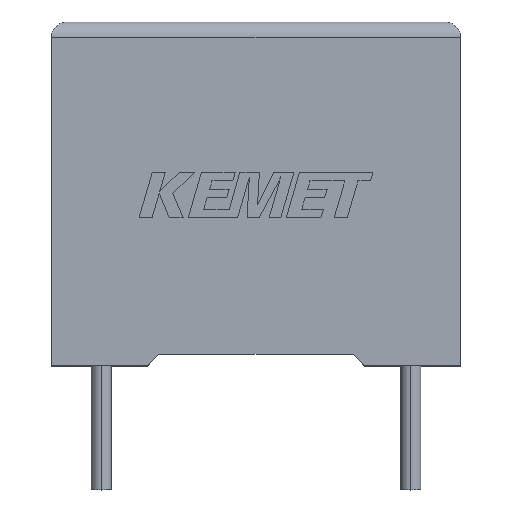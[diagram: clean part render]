
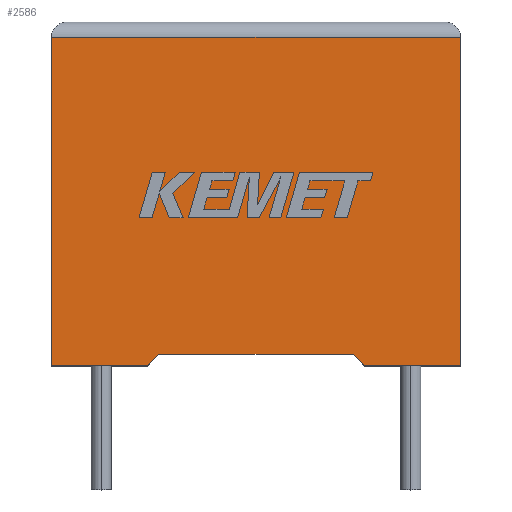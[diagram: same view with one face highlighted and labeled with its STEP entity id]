
A CAD part, top view. The second image highlights one B-rep face of the part: STEP entity #2586.
In plain terms, the highlighted planar face has unit normal (0, 0, 1).
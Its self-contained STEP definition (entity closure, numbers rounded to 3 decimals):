
#48 = VECTOR ( 'NONE', #2703, 1000. ) ;
#51 = EDGE_CURVE ( 'NONE', #1708, #1094, #1561, .T. ) ;
#127 = CARTESIAN_POINT ( 'NONE',  ( 0., 0., 5.2 ) ) ;
#161 = VERTEX_POINT ( 'NONE', #1858 ) ;
#172 = DIRECTION ( 'NONE',  ( -1., 0., 0. ) ) ;
#174 = ORIENTED_EDGE ( 'NONE', *, *, #2401, .T. ) ;
#269 = CARTESIAN_POINT ( 'NONE',  ( 0., 0., 5.2 ) ) ;
#285 = VECTOR ( 'NONE', #2894, 1000. ) ;
#325 = ORIENTED_EDGE ( 'NONE', *, *, #1813, .T. ) ;
#477 = CARTESIAN_POINT ( 'NONE',  ( 0., 0., 5.2 ) ) ;
#560 = CARTESIAN_POINT ( 'NONE',  ( 0., 0., 5.2 ) ) ;
#562 = FACE_OUTER_BOUND ( 'NONE', #1822, .T. ) ;
#630 = DIRECTION ( 'NONE',  ( -0.692, -0.722, 0. ) ) ;
#664 = CARTESIAN_POINT ( 'NONE',  ( 0., 10.6, 5.2 ) ) ;
#715 = CARTESIAN_POINT ( 'NONE',  ( 3.1, 0., 5.2 ) ) ;
#829 = AXIS2_PLACEMENT_3D ( 'NONE', #127, #1507, #1058 ) ;
#859 = DIRECTION ( 'NONE',  ( 0., -1., 0. ) ) ;
#880 = LINE ( 'NONE', #715, #977 ) ;
#935 = DIRECTION ( 'NONE',  ( -1., 0., 0. ) ) ;
#938 = DIRECTION ( 'NONE',  ( 0.692, -0.722, 0. ) ) ;
#956 = CARTESIAN_POINT ( 'NONE',  ( 10.1, 0., 5.2 ) ) ;
#964 = VERTEX_POINT ( 'NONE', #2281 ) ;
#977 = VECTOR ( 'NONE', #630, 1000. ) ;
#997 = VERTEX_POINT ( 'NONE', #2489 ) ;
#1006 = LINE ( 'NONE', #1972, #285 ) ;
#1058 = DIRECTION ( 'NONE',  ( -1., 0., 0. ) ) ;
#1094 = VERTEX_POINT ( 'NONE', #477 ) ;
#1122 = ORIENTED_EDGE ( 'NONE', *, *, #1673, .F. ) ;
#1148 = CARTESIAN_POINT ( 'NONE',  ( 10.1, 0., 5.2 ) ) ;
#1203 = VERTEX_POINT ( 'NONE', #956 ) ;
#1387 = VECTOR ( 'NONE', #172, 1000. ) ;
#1450 = ORIENTED_EDGE ( 'NONE', *, *, #1478, .T. ) ;
#1478 = EDGE_CURVE ( 'NONE', #1094, #1719, #2402, .T. ) ;
#1507 = DIRECTION ( 'NONE',  ( 0., 0., -1. ) ) ;
#1561 = LINE ( 'NONE', #1575, #2106 ) ;
#1575 = CARTESIAN_POINT ( 'NONE',  ( 0., 0., 5.2 ) ) ;
#1586 = ORIENTED_EDGE ( 'NONE', *, *, #51, .T. ) ;
#1673 = EDGE_CURVE ( 'NONE', #964, #1719, #880, .T. ) ;
#1708 = VERTEX_POINT ( 'NONE', #2060 ) ;
#1719 = VERTEX_POINT ( 'NONE', #2556 ) ;
#1742 = VECTOR ( 'NONE', #2879, 1000. ) ;
#1754 = PLANE ( 'NONE',  #829 ) ;
#1790 = LINE ( 'NONE', #1848, #1387 ) ;
#1813 = EDGE_CURVE ( 'NONE', #1203, #997, #2437, .T. ) ;
#1822 = EDGE_LOOP ( 'NONE', ( #2785, #2966, #1586, #1450, #1122, #2054, #174, #325 ) ) ;
#1848 = CARTESIAN_POINT ( 'NONE',  ( 6.6, 0.383, 5.2 ) ) ;
#1858 = CARTESIAN_POINT ( 'NONE',  ( 9.733, 0.383, 5.2 ) ) ;
#1895 = LINE ( 'NONE', #664, #2515 ) ;
#1908 = CARTESIAN_POINT ( 'NONE',  ( 13.2, 10.6, 5.2 ) ) ;
#1972 = CARTESIAN_POINT ( 'NONE',  ( 13.2, 0., 5.2 ) ) ;
#1994 = EDGE_CURVE ( 'NONE', #161, #964, #1790, .T. ) ;
#2054 = ORIENTED_EDGE ( 'NONE', *, *, #1994, .F. ) ;
#2060 = CARTESIAN_POINT ( 'NONE',  ( 0., 10.6, 5.2 ) ) ;
#2106 = VECTOR ( 'NONE', #859, 1000. ) ;
#2109 = EDGE_CURVE ( 'NONE', #2119, #1708, #1895, .T. ) ;
#2119 = VERTEX_POINT ( 'NONE', #1908 ) ;
#2281 = CARTESIAN_POINT ( 'NONE',  ( 3.467, 0.383, 5.2 ) ) ;
#2308 = EDGE_CURVE ( 'NONE', #997, #2119, #1006, .T. ) ;
#2401 = EDGE_CURVE ( 'NONE', #161, #1203, #3058, .T. ) ;
#2402 = LINE ( 'NONE', #269, #1742 ) ;
#2437 = LINE ( 'NONE', #560, #48 ) ;
#2489 = CARTESIAN_POINT ( 'NONE',  ( 13.2, 0., 5.2 ) ) ;
#2515 = VECTOR ( 'NONE', #935, 1000. ) ;
#2556 = CARTESIAN_POINT ( 'NONE',  ( 3.1, 0., 5.2 ) ) ;
#2586 = ADVANCED_FACE ( 'NONE', ( #562 ), #1754, .F. ) ;
#2659 = VECTOR ( 'NONE', #938, 1000. ) ;
#2703 = DIRECTION ( 'NONE',  ( 1., 0., 0. ) ) ;
#2785 = ORIENTED_EDGE ( 'NONE', *, *, #2308, .T. ) ;
#2879 = DIRECTION ( 'NONE',  ( 1., 0., 0. ) ) ;
#2894 = DIRECTION ( 'NONE',  ( 0., 1., 0. ) ) ;
#2966 = ORIENTED_EDGE ( 'NONE', *, *, #2109, .T. ) ;
#3058 = LINE ( 'NONE', #1148, #2659 ) ;
